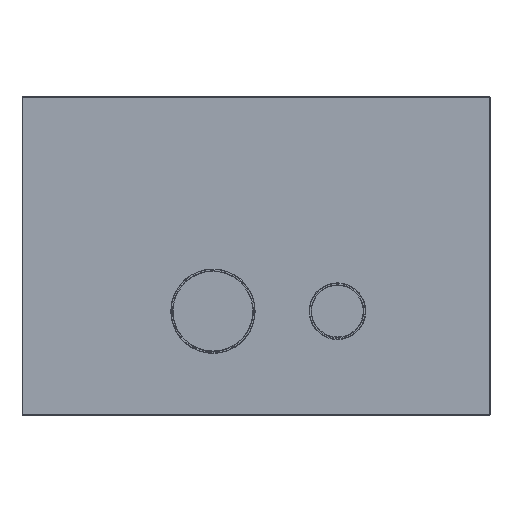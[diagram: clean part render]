
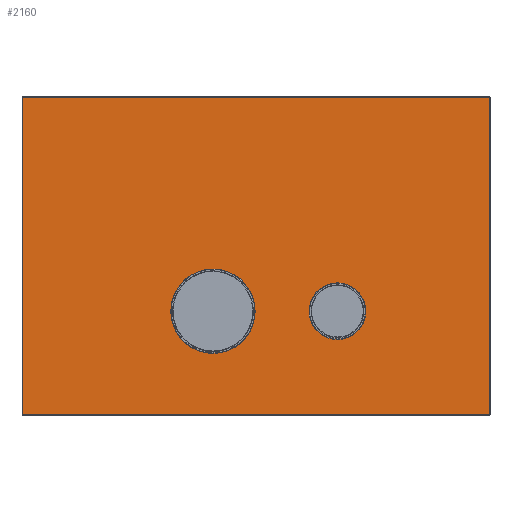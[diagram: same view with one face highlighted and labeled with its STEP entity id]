
A CAD part, front view. The second image highlights one B-rep face of the part: STEP entity #2160.
In plain terms, the highlighted face is planar.
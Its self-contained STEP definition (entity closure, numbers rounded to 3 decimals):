
#135=CIRCLE('',#2690,22.55);
#137=CIRCLE('',#2695,15.15);
#138=CIRCLE('',#2696,0.4);
#139=CIRCLE('',#2697,0.4);
#140=CIRCLE('',#2698,0.4);
#141=CIRCLE('',#2699,0.4);
#252=PLANE('',#2694);
#545=ORIENTED_EDGE('',*,*,#989,.T.);
#546=ORIENTED_EDGE('',*,*,#990,.T.);
#547=ORIENTED_EDGE('',*,*,#991,.T.);
#548=ORIENTED_EDGE('',*,*,#992,.T.);
#549=ORIENTED_EDGE('',*,*,#993,.T.);
#550=ORIENTED_EDGE('',*,*,#994,.T.);
#551=ORIENTED_EDGE('',*,*,#995,.T.);
#552=ORIENTED_EDGE('',*,*,#996,.T.);
#553=ORIENTED_EDGE('',*,*,#997,.T.);
#554=ORIENTED_EDGE('',*,*,#983,.T.);
#983=EDGE_CURVE('',#1236,#1236,#135,.T.);
#989=EDGE_CURVE('',#1242,#1242,#137,.F.);
#990=EDGE_CURVE('',#1243,#1244,#138,.T.);
#991=EDGE_CURVE('',#1244,#1245,#1394,.T.);
#992=EDGE_CURVE('',#1245,#1246,#139,.T.);
#993=EDGE_CURVE('',#1246,#1247,#1395,.T.);
#994=EDGE_CURVE('',#1247,#1248,#140,.T.);
#995=EDGE_CURVE('',#1248,#1249,#1396,.T.);
#996=EDGE_CURVE('',#1249,#1250,#141,.T.);
#997=EDGE_CURVE('',#1250,#1243,#1397,.T.);
#1236=VERTEX_POINT('',#4020);
#1242=VERTEX_POINT('',#4035);
#1243=VERTEX_POINT('',#4037);
#1244=VERTEX_POINT('',#4038);
#1245=VERTEX_POINT('',#4040);
#1246=VERTEX_POINT('',#4042);
#1247=VERTEX_POINT('',#4044);
#1248=VERTEX_POINT('',#4046);
#1249=VERTEX_POINT('',#4048);
#1250=VERTEX_POINT('',#4050);
#1394=LINE('',#4039,#1501);
#1395=LINE('',#4043,#1502);
#1396=LINE('',#4047,#1503);
#1397=LINE('',#4051,#1504);
#1501=VECTOR('',#3157,1000.);
#1502=VECTOR('',#3160,1000.);
#1503=VECTOR('',#3163,1000.);
#1504=VECTOR('',#3166,1000.);
#1655=EDGE_LOOP('',(#545));
#1656=EDGE_LOOP('',(#546,#547,#548,#549,#550,#551,#552,#553));
#1657=EDGE_LOOP('',(#554));
#1903=FACE_BOUND('',#1655,.T.);
#1904=FACE_BOUND('',#1656,.T.);
#1905=FACE_BOUND('',#1657,.T.);
#2160=ADVANCED_FACE('',(#1903,#1904,#1905),#252,.T.);
#2690=AXIS2_PLACEMENT_3D('',#4019,#3139,#3140);
#2694=AXIS2_PLACEMENT_3D('',#4033,#3151,#3152);
#2695=AXIS2_PLACEMENT_3D('',#4034,#3153,#3154);
#2696=AXIS2_PLACEMENT_3D('',#4036,#3155,#3156);
#2697=AXIS2_PLACEMENT_3D('',#4041,#3158,#3159);
#2698=AXIS2_PLACEMENT_3D('',#4045,#3161,#3162);
#2699=AXIS2_PLACEMENT_3D('',#4049,#3164,#3165);
#3139=DIRECTION('',(-1.,0.,0.));
#3140=DIRECTION('',(0.,1.,0.));
#3151=DIRECTION('',(1.,0.,0.));
#3152=DIRECTION('',(0.,1.,0.));
#3153=DIRECTION('',(1.,0.,0.));
#3154=DIRECTION('',(0.,1.,0.));
#3155=DIRECTION('',(1.,0.,0.));
#3156=DIRECTION('',(0.,1.,0.));
#3157=DIRECTION('',(0.,0.,-1.));
#3158=DIRECTION('',(1.,0.,0.));
#3159=DIRECTION('',(0.,1.,0.));
#3160=DIRECTION('',(0.,1.,0.));
#3161=DIRECTION('',(1.,0.,0.));
#3162=DIRECTION('',(0.,1.,0.));
#3163=DIRECTION('',(0.,0.,1.));
#3164=DIRECTION('',(1.,0.,0.));
#3165=DIRECTION('',(0.,1.,0.));
#3166=DIRECTION('',(0.,-1.,0.));
#4019=CARTESIAN_POINT('',(1.5,-29.5,23.));
#4020=CARTESIAN_POINT('',(1.5,-6.95,23.));
#4033=CARTESIAN_POINT('',(1.5,0.,0.));
#4034=CARTESIAN_POINT('',(1.5,-29.5,-43.5));
#4035=CARTESIAN_POINT('',(1.5,-14.35,-43.5));
#4036=CARTESIAN_POINT('',(1.5,-84.5,124.5));
#4037=CARTESIAN_POINT('',(1.5,-84.5,124.9));
#4038=CARTESIAN_POINT('',(1.5,-84.9,124.5));
#4039=CARTESIAN_POINT('',(1.5,-84.9,-124.5));
#4040=CARTESIAN_POINT('',(1.5,-84.9,-124.5));
#4041=CARTESIAN_POINT('',(1.5,-84.5,-124.5));
#4042=CARTESIAN_POINT('',(1.5,-84.5,-124.9));
#4043=CARTESIAN_POINT('',(1.5,84.5,-124.9));
#4044=CARTESIAN_POINT('',(1.5,84.5,-124.9));
#4045=CARTESIAN_POINT('',(1.5,84.5,-124.5));
#4046=CARTESIAN_POINT('',(1.5,84.9,-124.5));
#4047=CARTESIAN_POINT('',(1.5,84.9,124.5));
#4048=CARTESIAN_POINT('',(1.5,84.9,124.5));
#4049=CARTESIAN_POINT('',(1.5,84.5,124.5));
#4050=CARTESIAN_POINT('',(1.5,84.5,124.9));
#4051=CARTESIAN_POINT('',(1.5,-84.5,124.9));
